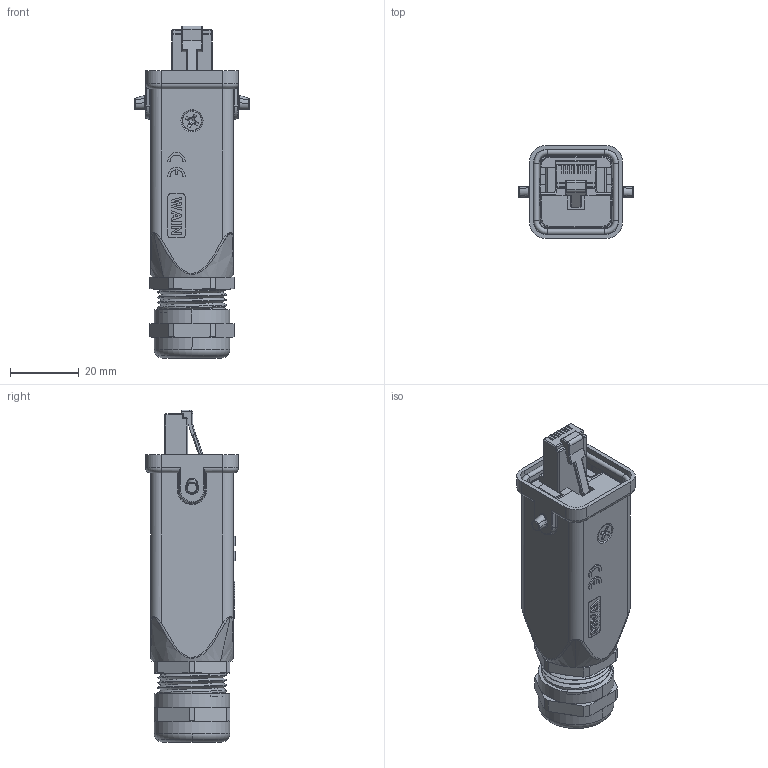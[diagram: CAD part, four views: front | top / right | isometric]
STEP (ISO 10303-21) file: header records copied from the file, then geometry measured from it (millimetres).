
FILE_DESCRIPTION(/* description */ ('CAx-IF Rec.Pracs.---Representation and Presentation of Product Manufacturing Information (PMI)---4.0---2014-10-13','CAx-IF Rec.Pracs.---3D Tessellated Geometry---0.4---2014-09-14','2;1'),/* implementation_level */ '2;1');
FILE_NAME(/* name */ '1210000990501_01-h3a-_sw0001_stp',/* time_stamp */ '2024-04-01T15:54:34+08:00',/* author */ (''),/* organization */ (''),/* preprocessor_version */ 'ST-DEVELOPER v18.1',/* originating_system */ 'SIEMENS PLM Software NX 1980',/* authorisation */ $);
FILE_SCHEMA (('AP242_MANAGED_MODEL_BASED_3D_ENGINEERING_MIM_LF { 1 0 10303 442 3 1 4 }'));
Length unit declared in the file: inch
Products named in the file (1): 1210000990501_01-h3a-_sw0001_stp
Bounding box: 33.4 x 27 x 96.44 mm (x, y, z)
Volume: 17952.8 mm3; surface area: 22930.9 mm2
Topology: 3 solids, 4 shells, 883 faces, 2406 edges, 1524 vertices
Faces by surface type: plane 415, cylinder 287, torus 84, cone 46, bspline 34, sphere 17
Entity records: 36355 total; most frequent: CARTESIAN_POINT 15116, ORIENTED_EDGE 4774, DIRECTION 3890, EDGE_CURVE 2387, VERTEX_POINT 1524, AXIS2_PLACEMENT_3D 1335, LINE 1220, VECTOR 1220
